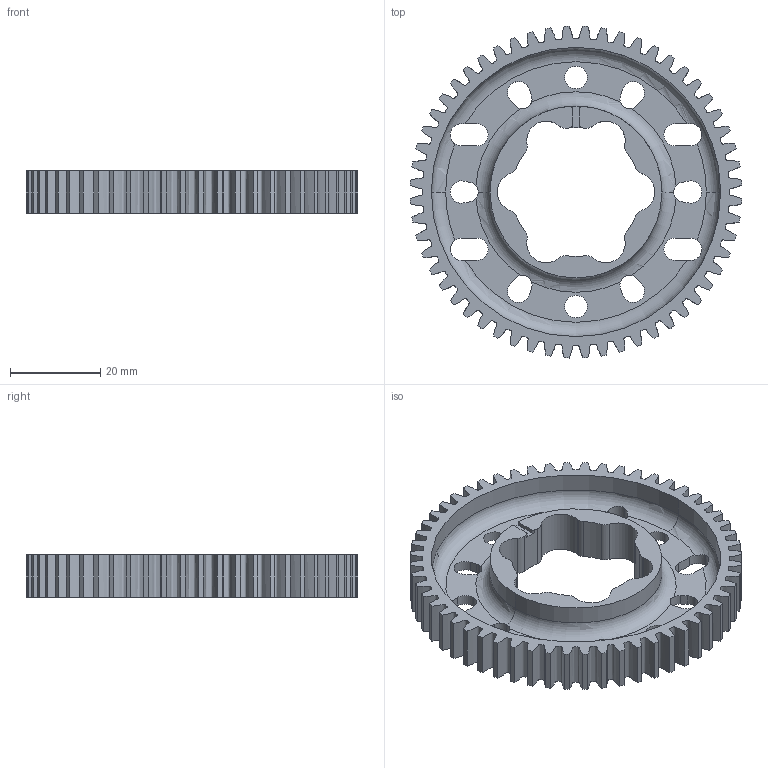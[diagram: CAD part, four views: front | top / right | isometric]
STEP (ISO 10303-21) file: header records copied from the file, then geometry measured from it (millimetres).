
FILE_DESCRIPTION (( 'STEP AP214' ), '1' );
FILE_NAME ('WCP-1093 Rev1.step', '2024-01-18T01:26:52', ( '' ), ( '' ), 'SwSTEP 2.0', 'SolidWorks 2022', '' );
FILE_SCHEMA (( 'AUTOMOTIVE_DESIGN' ));
Length unit declared in the file: inch
Products named in the file (1): WCP-1093 Rev1
Bounding box: 73.6 x 73.6 x 9.53 mm (x, y, z)
Volume: 16304 mm3; surface area: 13497.7 mm2
Topology: 1 solids, 1 shells, 364 faces, 1060 edges, 705 vertices
Faces by surface type: plane 129, cylinder 127, bspline 104, torus 4
Entity records: 29273 total; most frequent: CARTESIAN_POINT 20034, ORIENTED_EDGE 2120, DIRECTION 1633, EDGE_CURVE 1060, VERTEX_POINT 705, LINE 557, VECTOR 557, AXIS2_PLACEMENT_3D 538
